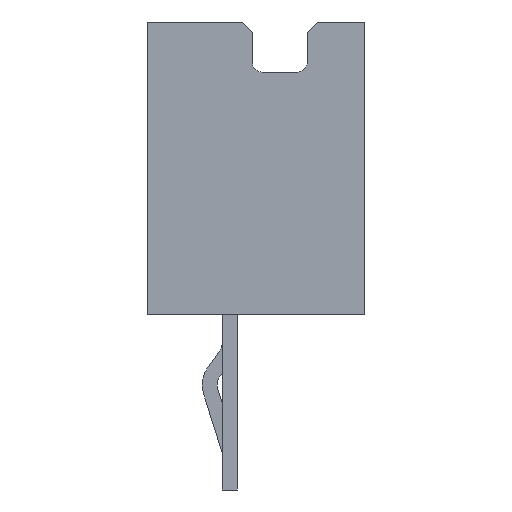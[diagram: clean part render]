
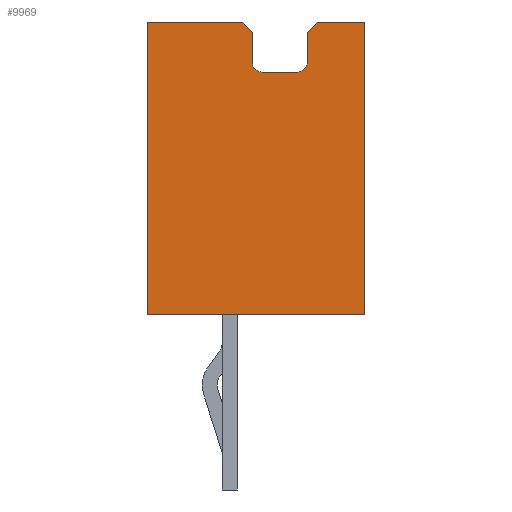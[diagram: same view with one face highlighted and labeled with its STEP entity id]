
A CAD part, left-side view. The second image highlights one B-rep face of the part: STEP entity #9969.
In plain terms, the highlighted planar face has unit normal (-1, 0, 0).
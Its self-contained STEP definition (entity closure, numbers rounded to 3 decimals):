
#201=DIRECTION('',(0.,-1.,0.));
#202=VECTOR('',#201,4.35);
#203=CARTESIAN_POINT('',(-14.,2.175,-2.925));
#204=LINE('',#203,#202);
#629=DIRECTION('',(0.,0.,1.));
#630=VECTOR('',#629,5.85);
#631=CARTESIAN_POINT('',(-14.,-2.175,-2.925));
#632=LINE('',#631,#630);
#725=DIRECTION('',(0.,-1.,0.));
#726=VECTOR('',#725,1.9);
#727=CARTESIAN_POINT('',(-14.,2.175,2.925));
#728=LINE('',#727,#726);
#781=DIRECTION('',(0.,-1.,0.));
#782=VECTOR('',#781,0.95);
#783=CARTESIAN_POINT('',(-14.,-1.225,2.925));
#784=LINE('',#783,#782);
#815=DIRECTION('',(0.,0.707,0.707));
#816=VECTOR('',#815,0.283);
#817=CARTESIAN_POINT('',(-14.,0.075,2.725));
#818=LINE('',#817,#816);
#819=DIRECTION('',(0.,0.,-1.));
#820=VECTOR('',#819,0.6);
#821=CARTESIAN_POINT('',(-14.,0.075,2.725));
#822=LINE('',#821,#820);
#823=CARTESIAN_POINT('',(-14.,-0.125,2.125));
#824=DIRECTION('',(1.,0.,0.));
#825=DIRECTION('',(0.,0.,-1.));
#826=AXIS2_PLACEMENT_3D('',#823,#824,#825);
#828=DIRECTION('',(0.,1.,0.));
#829=VECTOR('',#828,0.7);
#830=CARTESIAN_POINT('',(-14.,-0.825,1.925));
#831=LINE('',#830,#829);
#832=CARTESIAN_POINT('',(-14.,-0.825,2.125));
#833=DIRECTION('',(1.,0.,0.));
#834=DIRECTION('',(0.,-1.,0.));
#835=AXIS2_PLACEMENT_3D('',#832,#833,#834);
#837=DIRECTION('',(0.,0.,-1.));
#838=VECTOR('',#837,0.6);
#839=CARTESIAN_POINT('',(-14.,-1.025,2.725));
#840=LINE('',#839,#838);
#841=DIRECTION('',(0.,0.707,-0.707));
#842=VECTOR('',#841,0.283);
#843=CARTESIAN_POINT('',(-14.,-1.225,2.925));
#844=LINE('',#843,#842);
#845=DIRECTION('',(0.,0.,1.));
#846=VECTOR('',#845,5.85);
#847=CARTESIAN_POINT('',(-14.,2.175,-2.925));
#848=LINE('',#847,#846);
#7055=CARTESIAN_POINT('',(-14.,2.175,-2.925));
#7056=CARTESIAN_POINT('',(-14.,-2.175,-2.925));
#7057=VERTEX_POINT('',#7055);
#7058=VERTEX_POINT('',#7056);
#7059=CARTESIAN_POINT('',(-14.,-2.175,2.925));
#7061=VERTEX_POINT('',#7059);
#7064=CARTESIAN_POINT('',(-14.,2.175,2.925));
#7066=VERTEX_POINT('',#7064);
#7079=CARTESIAN_POINT('',(-14.,-1.025,2.125));
#7080=CARTESIAN_POINT('',(-14.,-0.825,1.925));
#7081=VERTEX_POINT('',#7079);
#7082=VERTEX_POINT('',#7080);
#7083=CARTESIAN_POINT('',(-14.,-0.125,1.925));
#7084=VERTEX_POINT('',#7083);
#7085=CARTESIAN_POINT('',(-14.,0.075,2.125));
#7086=VERTEX_POINT('',#7085);
#7317=CARTESIAN_POINT('',(-14.,0.075,2.725));
#7318=CARTESIAN_POINT('',(-14.,0.275,2.925));
#7319=VERTEX_POINT('',#7317);
#7320=VERTEX_POINT('',#7318);
#7385=CARTESIAN_POINT('',(-14.,-1.225,2.925));
#7386=CARTESIAN_POINT('',(-14.,-1.025,2.725));
#7387=VERTEX_POINT('',#7385);
#7388=VERTEX_POINT('',#7386);
#9944=CARTESIAN_POINT('',(-14.,2.175,-2.925));
#9945=DIRECTION('',(-1.,0.,0.));
#9946=DIRECTION('',(0.,-1.,0.));
#9947=AXIS2_PLACEMENT_3D('',#9944,#9945,#9946);
#9948=PLANE('',#9947);
#9949=ORIENTED_EDGE('',*,*,#9934,.F.);
#9951=ORIENTED_EDGE('',*,*,#9950,.T.);
#9953=ORIENTED_EDGE('',*,*,#9952,.F.);
#9955=ORIENTED_EDGE('',*,*,#9954,.F.);
#9957=ORIENTED_EDGE('',*,*,#9956,.F.);
#9959=ORIENTED_EDGE('',*,*,#9958,.F.);
#9961=ORIENTED_EDGE('',*,*,#9960,.F.);
#9962=ORIENTED_EDGE('',*,*,#9913,.T.);
#9963=ORIENTED_EDGE('',*,*,#9724,.F.);
#9964=ORIENTED_EDGE('',*,*,#9448,.F.);
#9965=ORIENTED_EDGE('',*,*,#9505,.T.);
#9966=ORIENTED_EDGE('',*,*,#9879,.T.);
#9967=EDGE_LOOP('',(#9949,#9951,#9953,#9955,#9957,#9959,#9961,#9962,#9963,#9964,
#9965,#9966));
#9968=FACE_OUTER_BOUND('',#9967,.F.);
#9969=ADVANCED_FACE('',(#9968),#9948,.T.);
#827=CIRCLE('',#826,0.2);
#836=CIRCLE('',#835,0.2);
#9448=EDGE_CURVE('',#7057,#7058,#204,.T.);
#9505=EDGE_CURVE('',#7057,#7066,#848,.T.);
#9724=EDGE_CURVE('',#7058,#7061,#632,.T.);
#9879=EDGE_CURVE('',#7066,#7320,#728,.T.);
#9913=EDGE_CURVE('',#7387,#7061,#784,.T.);
#9934=EDGE_CURVE('',#7319,#7320,#818,.T.);
#9950=EDGE_CURVE('',#7319,#7086,#822,.T.);
#9952=EDGE_CURVE('',#7084,#7086,#827,.T.);
#9954=EDGE_CURVE('',#7082,#7084,#831,.T.);
#9956=EDGE_CURVE('',#7081,#7082,#836,.T.);
#9958=EDGE_CURVE('',#7388,#7081,#840,.T.);
#9960=EDGE_CURVE('',#7387,#7388,#844,.T.);
